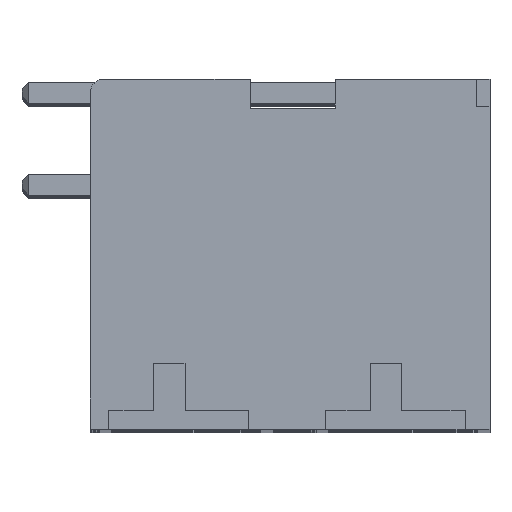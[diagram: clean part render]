
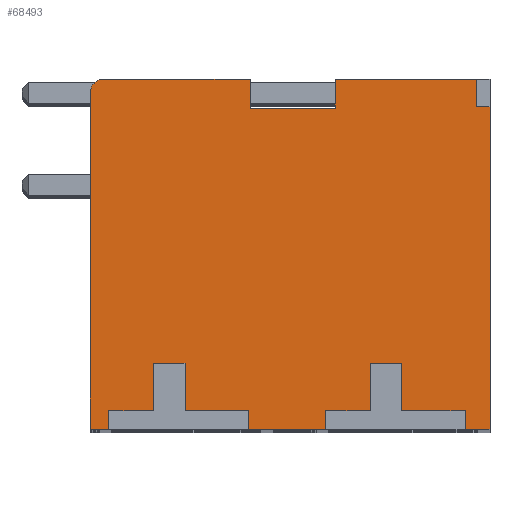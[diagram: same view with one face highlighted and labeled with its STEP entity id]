
A CAD part, top view. The second image highlights one B-rep face of the part: STEP entity #68493.
In plain terms, the highlighted planar face has unit normal (0, 0, 1).
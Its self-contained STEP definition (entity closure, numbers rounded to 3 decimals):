
#18146=DIRECTION('',(-1.,0.,0.));
#18147=VECTOR('',#18146,5.39);
#18148=CARTESIAN_POINT('',(11.703,13.3,33.7));
#18149=LINE('',#18148,#18147);
#18410=DIRECTION('',(0.,-1.,0.));
#18411=VECTOR('',#18410,1.092);
#18412=CARTESIAN_POINT('',(6.313,13.3,33.7));
#18413=LINE('',#18412,#18411);
#18542=DIRECTION('',(0.,1.,0.));
#18543=VECTOR('',#18542,1.092);
#18544=CARTESIAN_POINT('',(3.074,12.208,33.7));
#18545=LINE('',#18544,#18543);
#19222=DIRECTION('',(-1.,0.,0.));
#19223=VECTOR('',#19222,5.716);
#19224=CARTESIAN_POINT('',(3.074,13.3,33.7));
#19225=LINE('',#19224,#19223);
#19754=DIRECTION('',(0.,-1.,0.));
#19755=VECTOR('',#19754,0.02);
#19756=CARTESIAN_POINT('',(-2.641,13.3,33.7));
#19757=LINE('',#19756,#19755);
#23404=DIRECTION('',(-1.,0.,0.));
#23405=VECTOR('',#23404,3.238);
#23406=CARTESIAN_POINT('',(6.313,12.208,33.7));
#23407=LINE('',#23406,#23405);
#23408=DIRECTION('',(0.,1.,0.));
#23409=VECTOR('',#23408,0.7);
#23410=CARTESIAN_POINT('',(11.25,0.,33.7));
#23411=LINE('',#23410,#23409);
#23412=DIRECTION('',(1.,0.,0.));
#23413=VECTOR('',#23412,2.4);
#23414=CARTESIAN_POINT('',(8.85,0.7,33.7));
#23415=LINE('',#23414,#23413);
#23416=DIRECTION('',(0.,-1.,0.));
#23417=VECTOR('',#23416,1.8);
#23418=CARTESIAN_POINT('',(8.85,2.5,33.7));
#23419=LINE('',#23418,#23417);
#23420=DIRECTION('',(1.,0.,0.));
#23421=VECTOR('',#23420,1.2);
#23422=CARTESIAN_POINT('',(7.65,2.5,33.7));
#23423=LINE('',#23422,#23421);
#23424=DIRECTION('',(0.,1.,0.));
#23425=VECTOR('',#23424,1.8);
#23426=CARTESIAN_POINT('',(7.65,0.7,33.7));
#23427=LINE('',#23426,#23425);
#23428=DIRECTION('',(1.,0.,0.));
#23429=VECTOR('',#23428,1.7);
#23430=CARTESIAN_POINT('',(5.95,0.7,33.7));
#23431=LINE('',#23430,#23429);
#23432=DIRECTION('',(0.,1.,0.));
#23433=VECTOR('',#23432,0.7);
#23434=CARTESIAN_POINT('',(5.95,0.,33.7));
#23435=LINE('',#23434,#23433);
#23436=DIRECTION('',(-1.,0.,0.));
#23437=VECTOR('',#23436,2.95);
#23438=CARTESIAN_POINT('',(5.95,0.,33.7));
#23439=LINE('',#23438,#23437);
#23440=DIRECTION('',(0.,1.,0.));
#23441=VECTOR('',#23440,0.7);
#23442=CARTESIAN_POINT('',(3.,0.,33.7));
#23443=LINE('',#23442,#23441);
#23444=DIRECTION('',(1.,0.,0.));
#23445=VECTOR('',#23444,2.4);
#23446=CARTESIAN_POINT('',(0.6,0.7,33.7));
#23447=LINE('',#23446,#23445);
#23448=DIRECTION('',(0.,-1.,0.));
#23449=VECTOR('',#23448,1.8);
#23450=CARTESIAN_POINT('',(0.6,2.5,33.7));
#23451=LINE('',#23450,#23449);
#23452=DIRECTION('',(1.,0.,0.));
#23453=VECTOR('',#23452,1.2);
#23454=CARTESIAN_POINT('',(-0.6,2.5,33.7));
#23455=LINE('',#23454,#23453);
#23456=DIRECTION('',(0.,1.,0.));
#23457=VECTOR('',#23456,1.8);
#23458=CARTESIAN_POINT('',(-0.6,0.7,33.7));
#23459=LINE('',#23458,#23457);
#23460=DIRECTION('',(1.,0.,0.));
#23461=VECTOR('',#23460,1.7);
#23462=CARTESIAN_POINT('',(-2.3,0.7,33.7));
#23463=LINE('',#23462,#23461);
#23464=DIRECTION('',(0.,1.,0.));
#23465=VECTOR('',#23464,0.7);
#23466=CARTESIAN_POINT('',(-2.3,0.,33.7));
#23467=LINE('',#23466,#23465);
#23468=DIRECTION('',(-1.,0.,0.));
#23469=VECTOR('',#23468,0.7);
#23470=CARTESIAN_POINT('',(-2.3,0.,33.7));
#23471=LINE('',#23470,#23469);
#23472=DIRECTION('',(0.,1.,0.));
#23473=VECTOR('',#23472,12.8);
#23474=CARTESIAN_POINT('',(-3.,0.,33.7));
#23475=LINE('',#23474,#23473);
#23476=CARTESIAN_POINT('',(-2.5,12.8,33.7));
#23477=DIRECTION('',(0.,0.,-1.));
#23478=DIRECTION('',(-1.,0.,0.));
#23479=AXIS2_PLACEMENT_3D('',#23476,#23477,#23478);
#23481=DIRECTION('',(0.,-1.,0.));
#23482=VECTOR('',#23481,12.25);
#23483=CARTESIAN_POINT('',(12.2,12.25,33.7));
#23484=LINE('',#23483,#23482);
#23485=DIRECTION('',(-1.,0.,0.));
#23486=VECTOR('',#23485,0.95);
#23487=CARTESIAN_POINT('',(12.2,0.,33.7));
#23488=LINE('',#23487,#23486);
#23648=DIRECTION('',(0.,1.,0.));
#23649=VECTOR('',#23648,1.05);
#23650=CARTESIAN_POINT('',(11.703,12.25,33.7));
#23651=LINE('',#23650,#23649);
#23664=DIRECTION('',(-1.,0.,0.));
#23665=VECTOR('',#23664,0.497);
#23666=CARTESIAN_POINT('',(12.2,12.25,33.7));
#23667=LINE('',#23666,#23665);
#25720=CARTESIAN_POINT('',(-3.,0.,33.7));
#25721=VERTEX_POINT('',#25720);
#25802=CARTESIAN_POINT('',(12.2,12.25,33.7));
#25803=CARTESIAN_POINT('',(12.2,0.,33.7));
#25804=VERTEX_POINT('',#25802);
#25805=VERTEX_POINT('',#25803);
#25812=CARTESIAN_POINT('',(11.703,13.3,33.7));
#25813=VERTEX_POINT('',#25812);
#25814=CARTESIAN_POINT('',(6.313,13.3,33.7));
#25815=VERTEX_POINT('',#25814);
#25816=CARTESIAN_POINT('',(6.313,12.208,33.7));
#25817=VERTEX_POINT('',#25816);
#25826=CARTESIAN_POINT('',(3.074,12.208,33.7));
#25827=CARTESIAN_POINT('',(3.074,13.3,33.7));
#25828=VERTEX_POINT('',#25826);
#25829=VERTEX_POINT('',#25827);
#25838=CARTESIAN_POINT('',(-2.641,13.3,33.7));
#25839=VERTEX_POINT('',#25838);
#25840=CARTESIAN_POINT('',(-2.641,13.28,33.7));
#25841=VERTEX_POINT('',#25840);
#25870=CARTESIAN_POINT('',(-3.,12.8,33.7));
#25871=VERTEX_POINT('',#25870);
#25872=CARTESIAN_POINT('',(11.703,12.25,33.7));
#25873=VERTEX_POINT('',#25872);
#26116=CARTESIAN_POINT('',(11.25,0.7,33.7));
#26117=VERTEX_POINT('',#26116);
#26118=CARTESIAN_POINT('',(11.25,0.,33.7));
#26119=VERTEX_POINT('',#26118);
#26120=CARTESIAN_POINT('',(5.95,0.,33.7));
#26121=VERTEX_POINT('',#26120);
#26122=CARTESIAN_POINT('',(5.95,0.7,33.7));
#26123=VERTEX_POINT('',#26122);
#26124=CARTESIAN_POINT('',(7.65,0.7,33.7));
#26125=VERTEX_POINT('',#26124);
#26126=CARTESIAN_POINT('',(7.65,2.5,33.7));
#26127=VERTEX_POINT('',#26126);
#26128=CARTESIAN_POINT('',(8.85,2.5,33.7));
#26129=VERTEX_POINT('',#26128);
#26130=CARTESIAN_POINT('',(8.85,0.7,33.7));
#26131=VERTEX_POINT('',#26130);
#26132=CARTESIAN_POINT('',(3.,0.,33.7));
#26133=VERTEX_POINT('',#26132);
#26134=CARTESIAN_POINT('',(-2.3,0.,33.7));
#26135=VERTEX_POINT('',#26134);
#26136=CARTESIAN_POINT('',(-2.3,0.7,33.7));
#26137=VERTEX_POINT('',#26136);
#26138=CARTESIAN_POINT('',(-0.6,0.7,33.7));
#26139=VERTEX_POINT('',#26138);
#26140=CARTESIAN_POINT('',(-0.6,2.5,33.7));
#26141=VERTEX_POINT('',#26140);
#26142=CARTESIAN_POINT('',(0.6,2.5,33.7));
#26143=VERTEX_POINT('',#26142);
#26144=CARTESIAN_POINT('',(0.6,0.7,33.7));
#26145=VERTEX_POINT('',#26144);
#26146=CARTESIAN_POINT('',(3.,0.7,33.7));
#26147=VERTEX_POINT('',#26146);
#68440=CARTESIAN_POINT('',(0.,0.,33.7));
#68441=DIRECTION('',(0.,0.,1.));
#68442=DIRECTION('',(1.,0.,0.));
#68443=AXIS2_PLACEMENT_3D('',#68440,#68441,#68442);
#68444=PLANE('',#68443);
#68446=ORIENTED_EDGE('',*,*,#68445,.T.);
#68448=ORIENTED_EDGE('',*,*,#68447,.F.);
#68450=ORIENTED_EDGE('',*,*,#68449,.F.);
#68452=ORIENTED_EDGE('',*,*,#68451,.F.);
#68454=ORIENTED_EDGE('',*,*,#68453,.F.);
#68456=ORIENTED_EDGE('',*,*,#68455,.F.);
#68458=ORIENTED_EDGE('',*,*,#68457,.F.);
#68459=ORIENTED_EDGE('',*,*,#33999,.T.);
#68461=ORIENTED_EDGE('',*,*,#68460,.T.);
#68463=ORIENTED_EDGE('',*,*,#68462,.F.);
#68465=ORIENTED_EDGE('',*,*,#68464,.F.);
#68467=ORIENTED_EDGE('',*,*,#68466,.F.);
#68469=ORIENTED_EDGE('',*,*,#68468,.F.);
#68471=ORIENTED_EDGE('',*,*,#68470,.F.);
#68473=ORIENTED_EDGE('',*,*,#68472,.F.);
#68474=ORIENTED_EDGE('',*,*,#33991,.T.);
#68476=ORIENTED_EDGE('',*,*,#68475,.T.);
#68478=ORIENTED_EDGE('',*,*,#68477,.T.);
#68479=ORIENTED_EDGE('',*,*,#61709,.F.);
#68480=ORIENTED_EDGE('',*,*,#61679,.F.);
#68481=ORIENTED_EDGE('',*,*,#60356,.F.);
#68482=ORIENTED_EDGE('',*,*,#68435,.F.);
#68483=ORIENTED_EDGE('',*,*,#60064,.F.);
#68484=ORIENTED_EDGE('',*,*,#60049,.F.);
#68486=ORIENTED_EDGE('',*,*,#68485,.F.);
#68488=ORIENTED_EDGE('',*,*,#68487,.F.);
#68489=ORIENTED_EDGE('',*,*,#59722,.T.);
#68490=ORIENTED_EDGE('',*,*,#34007,.T.);
#68491=EDGE_LOOP('',(#68446,#68448,#68450,#68452,#68454,#68456,#68458,#68459,
#68461,#68463,#68465,#68467,#68469,#68471,#68473,#68474,#68476,#68478,#68479,
#68480,#68481,#68482,#68483,#68484,#68486,#68488,#68489,#68490));
#68492=FACE_OUTER_BOUND('',#68491,.F.);
#23480=CIRCLE('',#23479,0.5);
#33991=EDGE_CURVE('',#26135,#25721,#23471,.T.);
#33999=EDGE_CURVE('',#26121,#26133,#23439,.T.);
#34007=EDGE_CURVE('',#25805,#26119,#23488,.T.);
#59722=EDGE_CURVE('',#25804,#25805,#23484,.T.);
#60049=EDGE_CURVE('',#25813,#25815,#18149,.T.);
#60064=EDGE_CURVE('',#25815,#25817,#18413,.T.);
#60356=EDGE_CURVE('',#25828,#25829,#18545,.T.);
#61679=EDGE_CURVE('',#25829,#25839,#19225,.T.);
#61709=EDGE_CURVE('',#25839,#25841,#19757,.T.);
#68435=EDGE_CURVE('',#25817,#25828,#23407,.T.);
#68445=EDGE_CURVE('',#26119,#26117,#23411,.T.);
#68447=EDGE_CURVE('',#26131,#26117,#23415,.T.);
#68449=EDGE_CURVE('',#26129,#26131,#23419,.T.);
#68451=EDGE_CURVE('',#26127,#26129,#23423,.T.);
#68453=EDGE_CURVE('',#26125,#26127,#23427,.T.);
#68455=EDGE_CURVE('',#26123,#26125,#23431,.T.);
#68457=EDGE_CURVE('',#26121,#26123,#23435,.T.);
#68460=EDGE_CURVE('',#26133,#26147,#23443,.T.);
#68462=EDGE_CURVE('',#26145,#26147,#23447,.T.);
#68464=EDGE_CURVE('',#26143,#26145,#23451,.T.);
#68466=EDGE_CURVE('',#26141,#26143,#23455,.T.);
#68468=EDGE_CURVE('',#26139,#26141,#23459,.T.);
#68470=EDGE_CURVE('',#26137,#26139,#23463,.T.);
#68472=EDGE_CURVE('',#26135,#26137,#23467,.T.);
#68475=EDGE_CURVE('',#25721,#25871,#23475,.T.);
#68477=EDGE_CURVE('',#25871,#25841,#23480,.T.);
#68485=EDGE_CURVE('',#25873,#25813,#23651,.T.);
#68487=EDGE_CURVE('',#25804,#25873,#23667,.T.);
#68493=ADVANCED_FACE('',(#68492),#68444,.T.);
